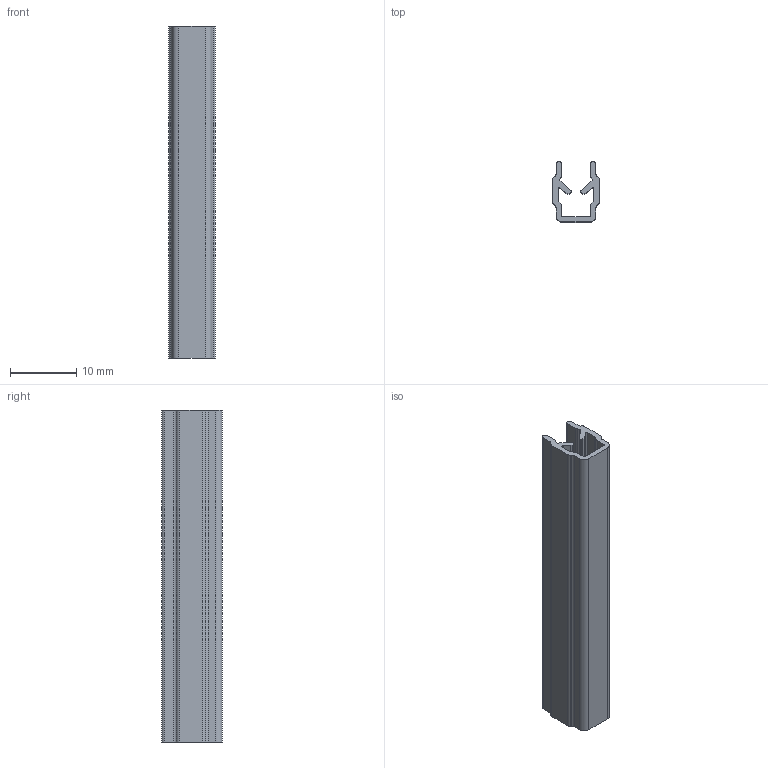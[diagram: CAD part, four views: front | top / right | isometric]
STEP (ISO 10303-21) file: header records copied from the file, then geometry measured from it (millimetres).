
FILE_DESCRIPTION (( 'STEP AP214' ), '1' );
FILE_NAME ('BASE06E1936-Profilé U6, incolore.step', '2023-03-24T09:41:15', ( 'Altae' ), ( '' ), 'SwSTEP 2.0', 'SolidWorks 2021', '' );
FILE_SCHEMA (( 'AUTOMOTIVE_DESIGN' ));
Length unit declared in the file: millimetre
Products named in the file (1): BASE06E1936-Profilé U6, incolore
Bounding box: 7 x 9.1 x 50 mm (x, y, z)
Volume: 1099.5 mm3; surface area: 2727 mm2
Topology: 1 solids, 1 shells, 68 faces, 198 edges, 132 vertices
Faces by surface type: plane 46, cylinder 22
Entity records: 2280 total; most frequent: CARTESIAN_POINT 399, ORIENTED_EDGE 396, DIRECTION 380, EDGE_CURVE 198, VECTOR 154, LINE 154, VERTEX_POINT 132, AXIS2_PLACEMENT_3D 113
